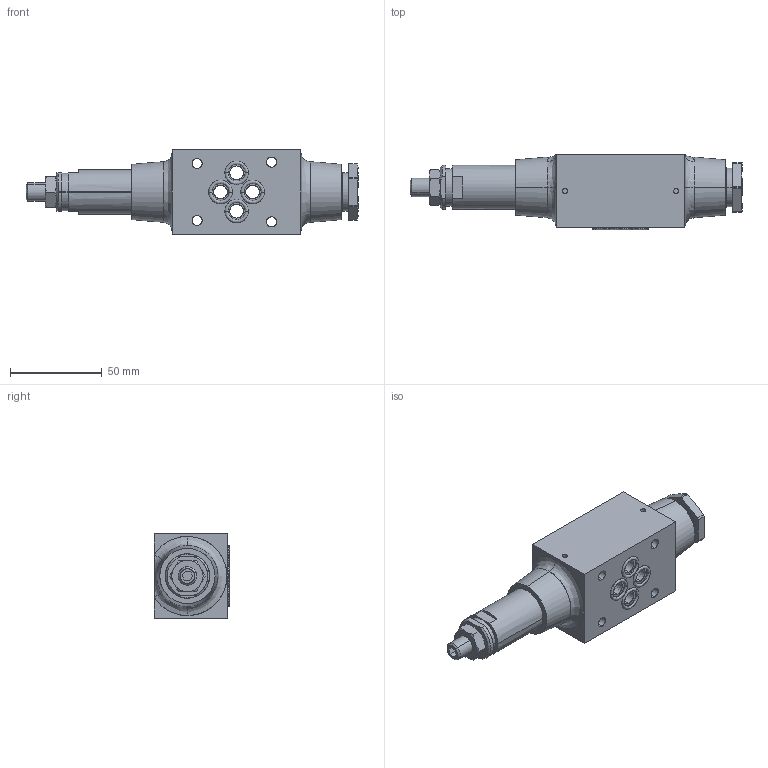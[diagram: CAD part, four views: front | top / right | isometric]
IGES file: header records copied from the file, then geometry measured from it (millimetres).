
Start section: SolidWorks IGES file using analytic representation for surfaces
Global section: file name: AM3VMAC---3.igs; native system: SolidWorks 2014; preprocessor: SolidWorks 2014; author: serviziopdm; date: 151216.104650; units: millimetre
Bounding box: 180.5 x 40.98 x 46 mm (x, y, z)
Surface area: 31776.3 mm2 (no closed solid volume)
Topology: 0 solids, 0 shells, 146 faces, 2426 edges, 2426 vertices
Faces by surface type: revolution 75, bspline 71
